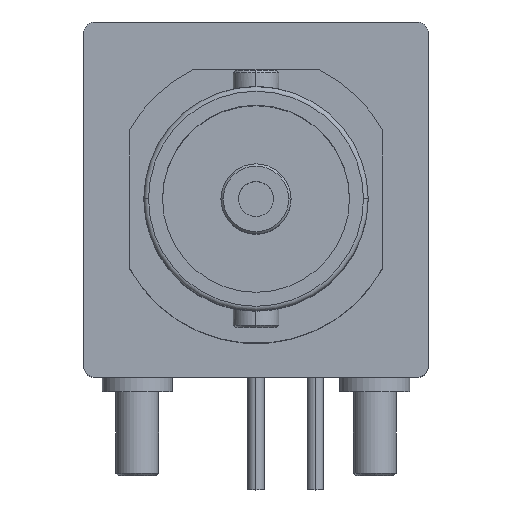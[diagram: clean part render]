
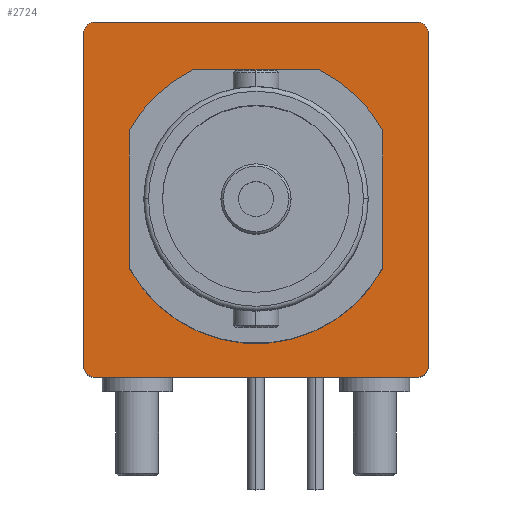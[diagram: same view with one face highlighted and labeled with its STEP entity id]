
A CAD part, top view. The second image highlights one B-rep face of the part: STEP entity #2724.
In plain terms, the highlighted planar face has unit normal (0, 0, 1).
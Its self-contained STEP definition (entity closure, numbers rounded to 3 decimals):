
#414 = DIRECTION ( 'NONE',  ( 1., 0., 0. ) ) ;
#415 = DIRECTION ( 'NONE',  ( 0., 0., 1. ) ) ;
#416 = CARTESIAN_POINT ( 'NONE',  ( 0., 0., 14.1 ) ) ;
#417 = AXIS2_PLACEMENT_3D ( 'NONE', #416, #415, #414 ) ;
#418 = CIRCLE ( 'NONE', #417, 6.165 ) ;
#492 = CARTESIAN_POINT ( 'NONE',  ( -2.715, 5.535, 14.1 ) ) ;
#526 = DIRECTION ( 'NONE',  ( 1., 0., 0. ) ) ;
#527 = DIRECTION ( 'NONE',  ( 0., 0., 1. ) ) ;
#528 = CARTESIAN_POINT ( 'NONE',  ( -6.88, 7.1, 14.1 ) ) ;
#529 = AXIS2_PLACEMENT_3D ( 'NONE', #528, #527, #526 ) ;
#530 = CIRCLE ( 'NONE', #529, 0.5 ) ;
#557 = DIRECTION ( 'NONE',  ( 0., -1., 0. ) ) ;
#558 = VECTOR ( 'NONE', #557, 1000. ) ;
#559 = CARTESIAN_POINT ( 'NONE',  ( -7.38, 7.6, 14.1 ) ) ;
#560 = LINE ( 'NONE', #559, #558 ) ;
#573 = CARTESIAN_POINT ( 'NONE',  ( -7.38, -7.1, 14.1 ) ) ;
#626 = CARTESIAN_POINT ( 'NONE',  ( -7.38, 7.1, 14.1 ) ) ;
#717 = CARTESIAN_POINT ( 'NONE',  ( -6.88, 7.6, 14.1 ) ) ;
#718 = DIRECTION ( 'NONE',  ( -1., 0., 0. ) ) ;
#719 = VECTOR ( 'NONE', #718, 1000. ) ;
#720 = CARTESIAN_POINT ( 'NONE',  ( -7.38, 7.6, 14.1 ) ) ;
#721 = LINE ( 'NONE', #720, #719 ) ;
#722 = DIRECTION ( 'NONE',  ( 1., 0., 0. ) ) ;
#723 = DIRECTION ( 'NONE',  ( 0., 0., 1. ) ) ;
#724 = CARTESIAN_POINT ( 'NONE',  ( -6.88, -7.1, 14.1 ) ) ;
#725 = AXIS2_PLACEMENT_3D ( 'NONE', #724, #723, #722 ) ;
#726 = CIRCLE ( 'NONE', #725, 0.5 ) ;
#755 = CARTESIAN_POINT ( 'NONE',  ( 6.88, 7.6, 14.1 ) ) ;
#756 = DIRECTION ( 'NONE',  ( 1., 0., 0. ) ) ;
#757 = DIRECTION ( 'NONE',  ( 0., 0., 1. ) ) ;
#758 = CARTESIAN_POINT ( 'NONE',  ( 6.88, 7.1, 14.1 ) ) ;
#770 = DIRECTION ( 'NONE',  ( 1., 0., 0. ) ) ;
#771 = DIRECTION ( 'NONE',  ( 0., 0., 1. ) ) ;
#772 = CARTESIAN_POINT ( 'NONE',  ( -7.38, -7.6, 14.1 ) ) ;
#773 = AXIS2_PLACEMENT_3D ( 'NONE', #772, #771, #770 ) ;
#774 = PLANE ( 'NONE',  #773 ) ;
#775 = FACE_OUTER_BOUND ( 'NONE', #2467, .T. ) ;
#776 = FACE_BOUND ( 'NONE', #2725, .T. ) ;
#797 = DIRECTION ( 'NONE',  ( 0., -1., 0. ) ) ;
#798 = VECTOR ( 'NONE', #797, 1000. ) ;
#799 = CARTESIAN_POINT ( 'NONE',  ( -5.425, 5.5, 14.1 ) ) ;
#800 = LINE ( 'NONE', #799, #798 ) ;
#801 = CARTESIAN_POINT ( 'NONE',  ( -5.425, -2.929, 14.1 ) ) ;
#802 = DIRECTION ( 'NONE',  ( 1., 0., 0. ) ) ;
#803 = DIRECTION ( 'NONE',  ( 0., 0., 1. ) ) ;
#804 = CARTESIAN_POINT ( 'NONE',  ( 0., 0., 14.1 ) ) ;
#805 = AXIS2_PLACEMENT_3D ( 'NONE', #804, #803, #802 ) ;
#806 = CIRCLE ( 'NONE', #805, 6.165 ) ;
#812 = DIRECTION ( 'NONE',  ( 0., 1., 0. ) ) ;
#813 = VECTOR ( 'NONE', #812, 1000. ) ;
#814 = CARTESIAN_POINT ( 'NONE',  ( 7.38, 7.6, 14.1 ) ) ;
#815 = LINE ( 'NONE', #814, #813 ) ;
#835 = CARTESIAN_POINT ( 'NONE',  ( 5.425, 2.929, 14.1 ) ) ;
#876 = AXIS2_PLACEMENT_3D ( 'NONE', #758, #757, #756 ) ;
#877 = CIRCLE ( 'NONE', #876, 0.5 ) ;
#878 = CARTESIAN_POINT ( 'NONE',  ( 7.38, 7.1, 14.1 ) ) ;
#879 = CARTESIAN_POINT ( 'NONE',  ( 7.38, -7.1, 14.1 ) ) ;
#880 = DIRECTION ( 'NONE',  ( 1., 0., 0. ) ) ;
#881 = DIRECTION ( 'NONE',  ( 0., 0., 1. ) ) ;
#882 = CARTESIAN_POINT ( 'NONE',  ( 6.88, -7.1, 14.1 ) ) ;
#883 = CARTESIAN_POINT ( 'NONE',  ( 2.715, 5.535, 14.1 ) ) ;
#884 = DIRECTION ( 'NONE',  ( 1., 0., 0. ) ) ;
#885 = DIRECTION ( 'NONE',  ( 0., 0., 1. ) ) ;
#886 = CARTESIAN_POINT ( 'NONE',  ( 0., 0., 14.1 ) ) ;
#887 = AXIS2_PLACEMENT_3D ( 'NONE', #886, #885, #884 ) ;
#888 = CIRCLE ( 'NONE', #887, 6.165 ) ;
#941 = AXIS2_PLACEMENT_3D ( 'NONE', #882, #881, #880 ) ;
#942 = CIRCLE ( 'NONE', #941, 0.5 ) ;
#966 = CARTESIAN_POINT ( 'NONE',  ( 5.425, -2.929, 14.1 ) ) ;
#967 = DIRECTION ( 'NONE',  ( 0., 1., 0. ) ) ;
#968 = VECTOR ( 'NONE', #967, 1000. ) ;
#969 = CARTESIAN_POINT ( 'NONE',  ( 5.425, 5.5, 14.1 ) ) ;
#970 = LINE ( 'NONE', #969, #968 ) ;
#971 = DIRECTION ( 'NONE',  ( -1., 0., 0. ) ) ;
#972 = VECTOR ( 'NONE', #971, 1000. ) ;
#973 = CARTESIAN_POINT ( 'NONE',  ( -4., 5.535, 14.1 ) ) ;
#978 = LINE ( 'NONE', #973, #972 ) ;
#1440 = CARTESIAN_POINT ( 'NONE',  ( -5.425, 2.929, 14.1 ) ) ;
#1534 = CARTESIAN_POINT ( 'NONE',  ( 6.88, -7.6, 14.1 ) ) ;
#1535 = CARTESIAN_POINT ( 'NONE',  ( -6.88, -7.6, 14.1 ) ) ;
#1537 = DIRECTION ( 'NONE',  ( 1., 0., 0. ) ) ;
#1538 = VECTOR ( 'NONE', #1537, 1000. ) ;
#1539 = CARTESIAN_POINT ( 'NONE',  ( -7.38, -7.6, 14.1 ) ) ;
#1540 = LINE ( 'NONE', #1539, #1538 ) ;
#2142 = VERTEX_POINT ( 'NONE', #1440 ) ;
#2170 = EDGE_CURVE ( 'NONE', #2171, #2172, #1540, .T. ) ;
#2171 = VERTEX_POINT ( 'NONE', #1535 ) ;
#2172 = VERTEX_POINT ( 'NONE', #1534 ) ;
#2364 = EDGE_CURVE ( 'NONE', #2387, #2142, #418, .T. ) ;
#2387 = VERTEX_POINT ( 'NONE', #492 ) ;
#2453 = VERTEX_POINT ( 'NONE', #626 ) ;
#2454 = VERTEX_POINT ( 'NONE', #573 ) ;
#2455 = EDGE_CURVE ( 'NONE', #2624, #2456, #721, .T. ) ;
#2456 = VERTEX_POINT ( 'NONE', #717 ) ;
#2457 = ORIENTED_EDGE ( 'NONE', *, *, #2458, .T. ) ;
#2458 = EDGE_CURVE ( 'NONE', #2456, #2453, #530, .T. ) ;
#2467 = EDGE_LOOP ( 'NONE', ( #2468, #2613, #2615, #2616, #2619, #2622, #2625, #2457 ) ) ;
#2468 = ORIENTED_EDGE ( 'NONE', *, *, #2469, .T. ) ;
#2469 = EDGE_CURVE ( 'NONE', #2453, #2454, #560, .T. ) ;
#2613 = ORIENTED_EDGE ( 'NONE', *, *, #2614, .T. ) ;
#2614 = EDGE_CURVE ( 'NONE', #2454, #2171, #726, .T. ) ;
#2615 = ORIENTED_EDGE ( 'NONE', *, *, #2170, .T. ) ;
#2616 = ORIENTED_EDGE ( 'NONE', *, *, #2617, .T. ) ;
#2617 = EDGE_CURVE ( 'NONE', #2172, #2618, #942, .T. ) ;
#2618 = VERTEX_POINT ( 'NONE', #879 ) ;
#2619 = ORIENTED_EDGE ( 'NONE', *, *, #2620, .T. ) ;
#2620 = EDGE_CURVE ( 'NONE', #2618, #2621, #815, .T. ) ;
#2621 = VERTEX_POINT ( 'NONE', #878 ) ;
#2622 = ORIENTED_EDGE ( 'NONE', *, *, #2623, .T. ) ;
#2623 = EDGE_CURVE ( 'NONE', #2621, #2624, #877, .T. ) ;
#2624 = VERTEX_POINT ( 'NONE', #755 ) ;
#2625 = ORIENTED_EDGE ( 'NONE', *, *, #2455, .T. ) ;
#2655 = ORIENTED_EDGE ( 'NONE', *, *, #2656, .F. ) ;
#2656 = EDGE_CURVE ( 'NONE', #2718, #2387, #978, .T. ) ;
#2657 = ORIENTED_EDGE ( 'NONE', *, *, #2717, .F. ) ;
#2658 = ORIENTED_EDGE ( 'NONE', *, *, #2659, .F. ) ;
#2659 = EDGE_CURVE ( 'NONE', #2660, #2742, #970, .T. ) ;
#2660 = VERTEX_POINT ( 'NONE', #966 ) ;
#2661 = ORIENTED_EDGE ( 'NONE', *, *, #2662, .F. ) ;
#2662 = EDGE_CURVE ( 'NONE', #2663, #2660, #806, .T. ) ;
#2663 = VERTEX_POINT ( 'NONE', #801 ) ;
#2664 = ORIENTED_EDGE ( 'NONE', *, *, #2665, .F. ) ;
#2665 = EDGE_CURVE ( 'NONE', #2142, #2663, #800, .T. ) ;
#2717 = EDGE_CURVE ( 'NONE', #2742, #2718, #888, .T. ) ;
#2718 = VERTEX_POINT ( 'NONE', #883 ) ;
#2724 = ADVANCED_FACE ( 'NONE', ( #776, #775 ), #774, .T. ) ;
#2725 = EDGE_LOOP ( 'NONE', ( #2726, #2655, #2657, #2658, #2661, #2664 ) ) ;
#2726 = ORIENTED_EDGE ( 'NONE', *, *, #2364, .F. ) ;
#2742 = VERTEX_POINT ( 'NONE', #835 ) ;
